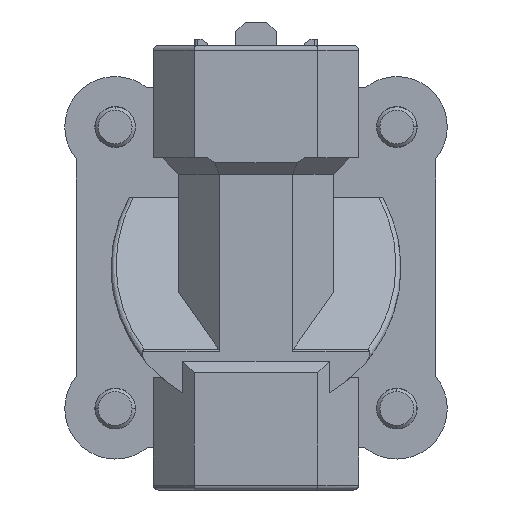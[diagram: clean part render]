
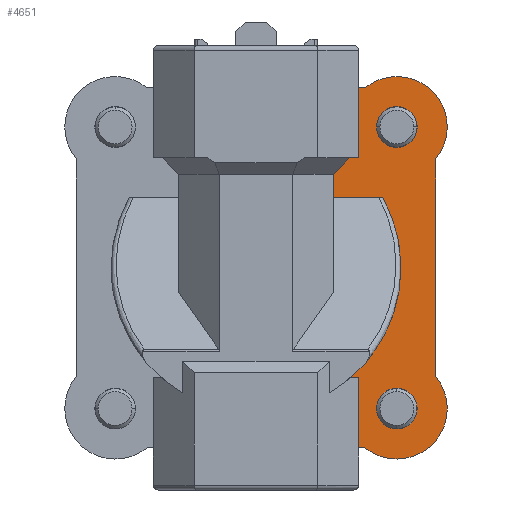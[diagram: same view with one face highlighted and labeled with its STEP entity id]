
A CAD part, front view. The second image highlights one B-rep face of the part: STEP entity #4651.
In plain terms, the highlighted planar face has unit normal (0, -1, 0).
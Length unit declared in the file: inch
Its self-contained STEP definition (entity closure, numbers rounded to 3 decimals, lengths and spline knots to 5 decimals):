
#77 = CARTESIAN_POINT ( 'NONE',  ( 1.105, 0.4975, 1.105 ) ) ;
#107 = DIRECTION ( 'NONE',  ( -1., 0., 0. ) ) ;
#113 = CARTESIAN_POINT ( 'NONE',  ( 0.66879, 0.4975, -1.105 ) ) ;
#248 = CARTESIAN_POINT ( 'NONE',  ( 0.63, 0.4975, -1.105 ) ) ;
#401 = EDGE_CURVE ( 'NONE', #7725, #882, #10762, .T. ) ;
#441 = DIRECTION ( 'NONE',  ( 0., -1., 0. ) ) ;
#536 = LINE ( 'NONE', #3724, #3960 ) ;
#610 = EDGE_LOOP ( 'NONE', ( #654, #10713 ) ) ;
#654 = ORIENTED_EDGE ( 'NONE', *, *, #11717, .T. ) ;
#696 = CARTESIAN_POINT ( 'NONE',  ( 0.63, 0.4975, -0.675 ) ) ;
#722 = CARTESIAN_POINT ( 'NONE',  ( 0.63, 0.4975, 0.675 ) ) ;
#829 = CARTESIAN_POINT ( 'NONE',  ( 0.63, 0.4975, 1.105 ) ) ;
#835 = ORIENTED_EDGE ( 'NONE', *, *, #5573, .F. ) ;
#882 = VERTEX_POINT ( 'NONE', #4598 ) ;
#900 = LINE ( 'NONE', #7832, #7206 ) ;
#918 = FACE_OUTER_BOUND ( 'NONE', #9611, .T. ) ;
#960 = VERTEX_POINT ( 'NONE', #2804 ) ;
#1217 = DIRECTION ( 'NONE',  ( 0., 0., 1. ) ) ;
#1347 = EDGE_CURVE ( 'NONE', #2440, #2454, #4069, .T. ) ;
#1467 = DIRECTION ( 'NONE',  ( -1., 0., 0. ) ) ;
#1523 = ORIENTED_EDGE ( 'NONE', *, *, #401, .T. ) ;
#1570 = ORIENTED_EDGE ( 'NONE', *, *, #3795, .F. ) ;
#1584 = CARTESIAN_POINT ( 'NONE',  ( 1.105, 0.4975, 0.66879 ) ) ;
#1653 = CARTESIAN_POINT ( 'NONE',  ( 0., 0.4975, 0.43 ) ) ;
#1806 = AXIS2_PLACEMENT_3D ( 'NONE', #2925, #10047, #11842 ) ;
#1823 = EDGE_CURVE ( 'NONE', #7725, #11075, #11329, .T. ) ;
#1964 = LINE ( 'NONE', #722, #3527 ) ;
#2074 = VERTEX_POINT ( 'NONE', #8643 ) ;
#2151 = VERTEX_POINT ( 'NONE', #4886 ) ;
#2220 = CARTESIAN_POINT ( 'NONE',  ( 0.865, 0.4975, -0.865 ) ) ;
#2295 = DIRECTION ( 'NONE',  ( 0., 1., 0. ) ) ;
#2440 = VERTEX_POINT ( 'NONE', #1584 ) ;
#2454 = VERTEX_POINT ( 'NONE', #11567 ) ;
#2644 = ORIENTED_EDGE ( 'NONE', *, *, #7777, .T. ) ;
#2785 = ORIENTED_EDGE ( 'NONE', *, *, #1347, .T. ) ;
#2804 = CARTESIAN_POINT ( 'NONE',  ( 0.74, 0.4975, -0.865 ) ) ;
#2925 = CARTESIAN_POINT ( 'NONE',  ( 0.865, 0.4975, -0.865 ) ) ;
#3132 = EDGE_LOOP ( 'NONE', ( #3608, #7598 ) ) ;
#3183 = DIRECTION ( 'NONE',  ( 0., 0., -1. ) ) ;
#3272 = VERTEX_POINT ( 'NONE', #6634 ) ;
#3322 = VECTOR ( 'NONE', #3183, 39.37008 ) ;
#3430 = LINE ( 'NONE', #9491, #11903 ) ;
#3527 = VECTOR ( 'NONE', #4029, 39.37008 ) ;
#3592 = EDGE_CURVE ( 'NONE', #11037, #2151, #1964, .T. ) ;
#3608 = ORIENTED_EDGE ( 'NONE', *, *, #8321, .T. ) ;
#3724 = CARTESIAN_POINT ( 'NONE',  ( 1.105, 0.4975, -1.105 ) ) ;
#3770 = DIRECTION ( 'NONE',  ( 1., 0., 0. ) ) ;
#3795 = EDGE_CURVE ( 'NONE', #9523, #882, #10901, .T. ) ;
#3960 = VECTOR ( 'NONE', #1467, 39.37008 ) ;
#3961 = ORIENTED_EDGE ( 'NONE', *, *, #4999, .T. ) ;
#4029 = DIRECTION ( 'NONE',  ( 1., 0., 0. ) ) ;
#4069 = CIRCLE ( 'NONE', #6807, 0.31 ) ;
#4230 = EDGE_CURVE ( 'NONE', #2074, #960, #12363, .T. ) ;
#4598 = CARTESIAN_POINT ( 'NONE',  ( 0.77923, 0.4975, 0.43 ) ) ;
#4651 = ADVANCED_FACE ( 'NONE', ( #6933, #10965, #918 ), #8967, .F. ) ;
#4811 = EDGE_CURVE ( 'NONE', #9833, #8960, #8505, .T. ) ;
#4817 = DIRECTION ( 'NONE',  ( 1., 0., 0. ) ) ;
#4863 = VECTOR ( 'NONE', #4817, 39.37008 ) ;
#4865 = CARTESIAN_POINT ( 'NONE',  ( 0.58006, 0.4975, -0.675 ) ) ;
#4886 = CARTESIAN_POINT ( 'NONE',  ( 0.63, 0.4975, 0.675 ) ) ;
#4999 = EDGE_CURVE ( 'NONE', #13012, #12603, #6883, .T. ) ;
#5177 = AXIS2_PLACEMENT_3D ( 'NONE', #13028, #5761, #8776 ) ;
#5188 = AXIS2_PLACEMENT_3D ( 'NONE', #8426, #441, #6587 ) ;
#5321 = CIRCLE ( 'NONE', #7007, 0.125 ) ;
#5334 = VECTOR ( 'NONE', #7607, 39.37008 ) ;
#5383 = EDGE_CURVE ( 'NONE', #2440, #12603, #12302, .T. ) ;
#5551 = DIRECTION ( 'NONE',  ( 0., 0., -1. ) ) ;
#5573 = EDGE_CURVE ( 'NONE', #13012, #8960, #536, .T. ) ;
#5576 = EDGE_CURVE ( 'NONE', #3272, #9074, #11327, .T. ) ;
#5761 = DIRECTION ( 'NONE',  ( 0., 1., 0. ) ) ;
#5769 = CARTESIAN_POINT ( 'NONE',  ( 0.74, 0.4975, 0.865 ) ) ;
#5833 = AXIS2_PLACEMENT_3D ( 'NONE', #10087, #5989, #107 ) ;
#5885 = VECTOR ( 'NONE', #1217, 39.37008 ) ;
#5989 = DIRECTION ( 'NONE',  ( 0., -1., 0. ) ) ;
#6145 = VECTOR ( 'NONE', #3770, 39.37008 ) ;
#6486 = CARTESIAN_POINT ( 'NONE',  ( 0.475, 0.4975, 0.43 ) ) ;
#6533 = LINE ( 'NONE', #12815, #6145 ) ;
#6587 = DIRECTION ( 'NONE',  ( 1., 0., 0. ) ) ;
#6618 = LINE ( 'NONE', #11708, #5334 ) ;
#6634 = CARTESIAN_POINT ( 'NONE',  ( 0.99, 0.4975, 0.865 ) ) ;
#6667 = AXIS2_PLACEMENT_3D ( 'NONE', #9040, #12970, #13035 ) ;
#6807 = AXIS2_PLACEMENT_3D ( 'NONE', #11711, #6814, #10716 ) ;
#6814 = DIRECTION ( 'NONE',  ( 0., -1., 0. ) ) ;
#6883 = CIRCLE ( 'NONE', #5833, 0.31 ) ;
#6933 = FACE_BOUND ( 'NONE', #3132, .T. ) ;
#7007 = AXIS2_PLACEMENT_3D ( 'NONE', #2220, #2295, #10277 ) ;
#7041 = DIRECTION ( 'NONE',  ( -0.707, 0., -0.707 ) ) ;
#7206 = VECTOR ( 'NONE', #7041, 39.37008 ) ;
#7215 = ORIENTED_EDGE ( 'NONE', *, *, #4811, .T. ) ;
#7358 = CARTESIAN_POINT ( 'NONE',  ( 0.475, 0.4975, 0.675 ) ) ;
#7360 = CARTESIAN_POINT ( 'NONE',  ( 0.475, 0.4975, 0.575 ) ) ;
#7598 = ORIENTED_EDGE ( 'NONE', *, *, #4230, .T. ) ;
#7607 = DIRECTION ( 'NONE',  ( 0., 0., -1. ) ) ;
#7725 = VERTEX_POINT ( 'NONE', #6486 ) ;
#7777 = EDGE_CURVE ( 'NONE', #7983, #2151, #6618, .T. ) ;
#7832 = CARTESIAN_POINT ( 'NONE',  ( 0.475, 0.4975, 0.575 ) ) ;
#7983 = VERTEX_POINT ( 'NONE', #829 ) ;
#8321 = EDGE_CURVE ( 'NONE', #960, #2074, #5321, .T. ) ;
#8426 = CARTESIAN_POINT ( 'NONE',  ( 0., 0.4975, 0. ) ) ;
#8505 = LINE ( 'NONE', #11492, #10046 ) ;
#8643 = CARTESIAN_POINT ( 'NONE',  ( 0.99, 0.4975, -0.865 ) ) ;
#8776 = DIRECTION ( 'NONE',  ( -1., 0., 0. ) ) ;
#8960 = VERTEX_POINT ( 'NONE', #248 ) ;
#8967 = PLANE ( 'NONE',  #5177 ) ;
#9040 = CARTESIAN_POINT ( 'NONE',  ( 0.865, 0.4975, 0.865 ) ) ;
#9074 = VERTEX_POINT ( 'NONE', #5769 ) ;
#9251 = ORIENTED_EDGE ( 'NONE', *, *, #10665, .T. ) ;
#9373 = EDGE_CURVE ( 'NONE', #7983, #2454, #6533, .T. ) ;
#9377 = ORIENTED_EDGE ( 'NONE', *, *, #9373, .F. ) ;
#9491 = CARTESIAN_POINT ( 'NONE',  ( 0.63, 0.4975, -0.675 ) ) ;
#9523 = VERTEX_POINT ( 'NONE', #4865 ) ;
#9611 = EDGE_LOOP ( 'NONE', ( #2785, #9377, #2644, #12736, #9251, #13015, #1523, #1570, #12230, #7215, #835, #3961, #11253 ) ) ;
#9833 = VERTEX_POINT ( 'NONE', #696 ) ;
#10046 = VECTOR ( 'NONE', #5551, 39.37008 ) ;
#10047 = DIRECTION ( 'NONE',  ( 0., 1., 0. ) ) ;
#10087 = CARTESIAN_POINT ( 'NONE',  ( 0.865, 0.4975, -0.865 ) ) ;
#10277 = DIRECTION ( 'NONE',  ( -1., 0., 0. ) ) ;
#10437 = DIRECTION ( 'NONE',  ( 0., 1., 0. ) ) ;
#10665 = EDGE_CURVE ( 'NONE', #11037, #11075, #900, .T. ) ;
#10713 = ORIENTED_EDGE ( 'NONE', *, *, #5576, .T. ) ;
#10716 = DIRECTION ( 'NONE',  ( -1., 0., 0. ) ) ;
#10762 = LINE ( 'NONE', #1653, #4863 ) ;
#10899 = AXIS2_PLACEMENT_3D ( 'NONE', #11774, #10437, #11507 ) ;
#10901 = CIRCLE ( 'NONE', #5188, 0.89 ) ;
#10965 = FACE_BOUND ( 'NONE', #610, .T. ) ;
#11037 = VERTEX_POINT ( 'NONE', #11331 ) ;
#11075 = VERTEX_POINT ( 'NONE', #7360 ) ;
#11253 = ORIENTED_EDGE ( 'NONE', *, *, #5383, .F. ) ;
#11314 = CARTESIAN_POINT ( 'NONE',  ( 1.105, 0.4975, -0.66879 ) ) ;
#11327 = CIRCLE ( 'NONE', #10899, 0.125 ) ;
#11329 = LINE ( 'NONE', #7358, #5885 ) ;
#11331 = CARTESIAN_POINT ( 'NONE',  ( 0.575, 0.4975, 0.675 ) ) ;
#11492 = CARTESIAN_POINT ( 'NONE',  ( 0.63, 0.4975, 1.365 ) ) ;
#11507 = DIRECTION ( 'NONE',  ( -1., 0., 0. ) ) ;
#11567 = CARTESIAN_POINT ( 'NONE',  ( 0.66879, 0.4975, 1.105 ) ) ;
#11708 = CARTESIAN_POINT ( 'NONE',  ( 0.63, 0.4975, 1.365 ) ) ;
#11711 = CARTESIAN_POINT ( 'NONE',  ( 0.865, 0.4975, 0.865 ) ) ;
#11717 = EDGE_CURVE ( 'NONE', #9074, #3272, #12366, .T. ) ;
#11774 = CARTESIAN_POINT ( 'NONE',  ( 0.865, 0.4975, 0.865 ) ) ;
#11842 = DIRECTION ( 'NONE',  ( -1., 0., 0. ) ) ;
#11903 = VECTOR ( 'NONE', #12547, 39.37008 ) ;
#12230 = ORIENTED_EDGE ( 'NONE', *, *, #13070, .F. ) ;
#12302 = LINE ( 'NONE', #77, #3322 ) ;
#12363 = CIRCLE ( 'NONE', #1806, 0.125 ) ;
#12366 = CIRCLE ( 'NONE', #6667, 0.125 ) ;
#12547 = DIRECTION ( 'NONE',  ( -1., 0., 0. ) ) ;
#12603 = VERTEX_POINT ( 'NONE', #11314 ) ;
#12736 = ORIENTED_EDGE ( 'NONE', *, *, #3592, .F. ) ;
#12815 = CARTESIAN_POINT ( 'NONE',  ( 1.105, 0.4975, 1.105 ) ) ;
#12970 = DIRECTION ( 'NONE',  ( 0., 1., 0. ) ) ;
#13012 = VERTEX_POINT ( 'NONE', #113 ) ;
#13015 = ORIENTED_EDGE ( 'NONE', *, *, #1823, .F. ) ;
#13028 = CARTESIAN_POINT ( 'NONE',  ( 0., 0.4975, 0. ) ) ;
#13035 = DIRECTION ( 'NONE',  ( -1., 0., 0. ) ) ;
#13070 = EDGE_CURVE ( 'NONE', #9833, #9523, #3430, .T. ) ;
